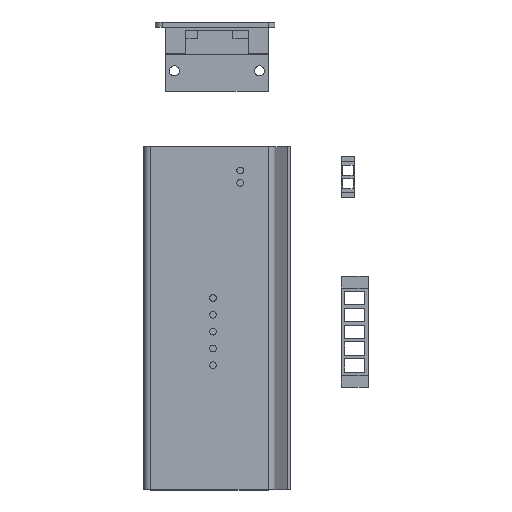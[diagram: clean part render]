
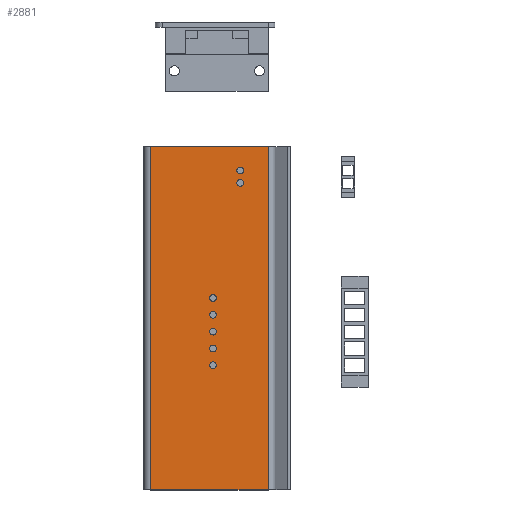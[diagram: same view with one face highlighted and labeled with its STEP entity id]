
A CAD part, top view. The second image highlights one B-rep face of the part: STEP entity #2881.
In plain terms, the highlighted planar face has unit normal (0, 0, 1).
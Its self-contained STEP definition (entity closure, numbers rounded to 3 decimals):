
#50=FACE_BOUND('',#465,.T.);
#51=FACE_BOUND('',#466,.T.);
#52=FACE_BOUND('',#467,.T.);
#53=FACE_BOUND('',#468,.T.);
#54=FACE_BOUND('',#469,.T.);
#55=FACE_BOUND('',#470,.T.);
#56=FACE_BOUND('',#471,.T.);
#105=PLANE('',#3097);
#286=FACE_OUTER_BOUND('',#464,.T.);
#464=EDGE_LOOP('',(#2240,#2241,#2242,#2243));
#465=EDGE_LOOP('',(#2244));
#466=EDGE_LOOP('',(#2245));
#467=EDGE_LOOP('',(#2246));
#468=EDGE_LOOP('',(#2247));
#469=EDGE_LOOP('',(#2248));
#470=EDGE_LOOP('',(#2249));
#471=EDGE_LOOP('',(#2250));
#651=LINE('',#4208,#976);
#671=LINE('',#4263,#996);
#672=LINE('',#4267,#997);
#702=LINE('',#4328,#1027);
#976=VECTOR('',#3395,10.);
#996=VECTOR('',#3449,10.);
#997=VECTOR('',#3454,10.);
#1027=VECTOR('',#3514,10.);
#1278=CIRCLE('',#3034,1.);
#1280=CIRCLE('',#3037,1.);
#1282=CIRCLE('',#3040,1.);
#1284=CIRCLE('',#3043,1.);
#1286=CIRCLE('',#3046,1.);
#1288=CIRCLE('',#3049,1.);
#1290=CIRCLE('',#3052,1.);
#1371=VERTEX_POINT('',#4135);
#1373=VERTEX_POINT('',#4141);
#1375=VERTEX_POINT('',#4147);
#1377=VERTEX_POINT('',#4153);
#1379=VERTEX_POINT('',#4159);
#1381=VERTEX_POINT('',#4165);
#1383=VERTEX_POINT('',#4171);
#1396=VERTEX_POINT('',#4205);
#1397=VERTEX_POINT('',#4207);
#1415=VERTEX_POINT('',#4261);
#1416=VERTEX_POINT('',#4265);
#1646=EDGE_CURVE('',#1371,#1371,#1278,.T.);
#1649=EDGE_CURVE('',#1373,#1373,#1280,.T.);
#1652=EDGE_CURVE('',#1375,#1375,#1282,.T.);
#1655=EDGE_CURVE('',#1377,#1377,#1284,.T.);
#1658=EDGE_CURVE('',#1379,#1379,#1286,.T.);
#1661=EDGE_CURVE('',#1381,#1381,#1288,.T.);
#1664=EDGE_CURVE('',#1383,#1383,#1290,.T.);
#1683=EDGE_CURVE('',#1396,#1397,#651,.T.);
#1711=EDGE_CURVE('',#1415,#1396,#671,.T.);
#1713=EDGE_CURVE('',#1397,#1416,#672,.T.);
#1743=EDGE_CURVE('',#1416,#1415,#702,.T.);
#2240=ORIENTED_EDGE('',*,*,#1711,.F.);
#2241=ORIENTED_EDGE('',*,*,#1743,.F.);
#2242=ORIENTED_EDGE('',*,*,#1713,.F.);
#2243=ORIENTED_EDGE('',*,*,#1683,.F.);
#2244=ORIENTED_EDGE('',*,*,#1646,.T.);
#2245=ORIENTED_EDGE('',*,*,#1649,.T.);
#2246=ORIENTED_EDGE('',*,*,#1652,.T.);
#2247=ORIENTED_EDGE('',*,*,#1655,.T.);
#2248=ORIENTED_EDGE('',*,*,#1658,.T.);
#2249=ORIENTED_EDGE('',*,*,#1661,.T.);
#2250=ORIENTED_EDGE('',*,*,#1664,.T.);
#2881=ADVANCED_FACE('',(#286,#50,#51,#52,#53,#54,#55,#56),#105,.T.);
#3034=AXIS2_PLACEMENT_3D('',#4136,#3319,#3320);
#3037=AXIS2_PLACEMENT_3D('',#4142,#3326,#3327);
#3040=AXIS2_PLACEMENT_3D('',#4148,#3333,#3334);
#3043=AXIS2_PLACEMENT_3D('',#4154,#3340,#3341);
#3046=AXIS2_PLACEMENT_3D('',#4160,#3347,#3348);
#3049=AXIS2_PLACEMENT_3D('',#4166,#3354,#3355);
#3052=AXIS2_PLACEMENT_3D('',#4172,#3361,#3362);
#3097=AXIS2_PLACEMENT_3D('',#4327,#3512,#3513);
#3319=DIRECTION('center_axis',(0.,0.,-1.));
#3320=DIRECTION('ref_axis',(-1.,0.,0.));
#3326=DIRECTION('center_axis',(0.,0.,-1.));
#3327=DIRECTION('ref_axis',(-1.,0.,0.));
#3333=DIRECTION('center_axis',(0.,0.,-1.));
#3334=DIRECTION('ref_axis',(-1.,0.,0.));
#3340=DIRECTION('center_axis',(0.,0.,-1.));
#3341=DIRECTION('ref_axis',(-1.,0.,0.));
#3347=DIRECTION('center_axis',(0.,0.,-1.));
#3348=DIRECTION('ref_axis',(-1.,0.,0.));
#3354=DIRECTION('center_axis',(0.,0.,-1.));
#3355=DIRECTION('ref_axis',(-1.,0.,0.));
#3361=DIRECTION('center_axis',(0.,0.,-1.));
#3362=DIRECTION('ref_axis',(-1.,0.,0.));
#3395=DIRECTION('',(-1.,0.,0.));
#3449=DIRECTION('',(0.,-1.,0.));
#3454=DIRECTION('',(0.,1.,0.));
#3512=DIRECTION('center_axis',(0.,0.,1.));
#3513=DIRECTION('ref_axis',(1.,0.,0.));
#3514=DIRECTION('',(1.,0.,0.));
#4135=CARTESIAN_POINT('',(29.691,91.2,27.));
#4136=CARTESIAN_POINT('Origin',(28.691,91.2,27.));
#4141=CARTESIAN_POINT('',(29.686,94.9,27.));
#4142=CARTESIAN_POINT('Origin',(28.686,94.9,27.));
#4147=CARTESIAN_POINT('',(21.615,47.,27.));
#4148=CARTESIAN_POINT('Origin',(20.615,47.,27.));
#4153=CARTESIAN_POINT('',(21.615,42.,27.));
#4154=CARTESIAN_POINT('Origin',(20.615,42.,27.));
#4159=CARTESIAN_POINT('',(21.615,52.,27.));
#4160=CARTESIAN_POINT('Origin',(20.615,52.,27.));
#4165=CARTESIAN_POINT('',(21.615,37.,27.));
#4166=CARTESIAN_POINT('Origin',(20.615,37.,27.));
#4171=CARTESIAN_POINT('',(21.615,57.,27.));
#4172=CARTESIAN_POINT('Origin',(20.615,57.,27.));
#4205=CARTESIAN_POINT('',(37.,0.,27.));
#4207=CARTESIAN_POINT('',(2.,0.,27.));
#4208=CARTESIAN_POINT('',(39.,0.,27.));
#4261=CARTESIAN_POINT('',(37.,102.,27.));
#4263=CARTESIAN_POINT('',(37.,0.,27.));
#4265=CARTESIAN_POINT('',(2.,102.,27.));
#4267=CARTESIAN_POINT('',(2.,0.,27.));
#4327=CARTESIAN_POINT('Origin',(0.,0.,27.));
#4328=CARTESIAN_POINT('',(39.,102.,27.));
